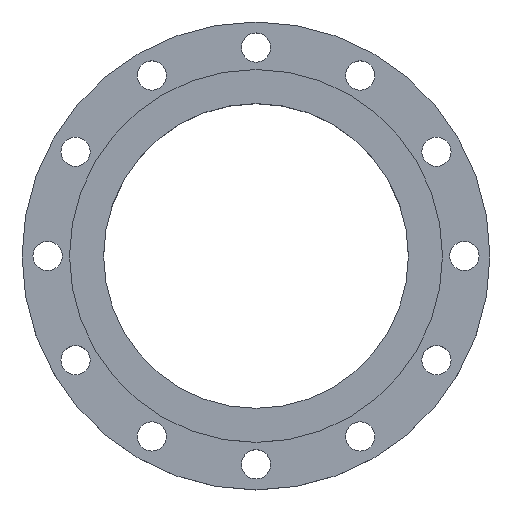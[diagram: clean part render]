
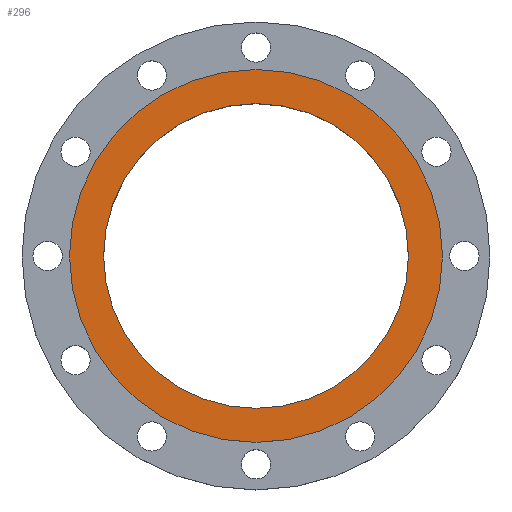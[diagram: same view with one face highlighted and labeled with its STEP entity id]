
A CAD part, top view. The second image highlights one B-rep face of the part: STEP entity #296.
In plain terms, the highlighted planar face has unit normal (0, 0, 1).
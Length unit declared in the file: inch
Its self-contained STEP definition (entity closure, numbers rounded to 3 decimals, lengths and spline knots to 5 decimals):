
#16 = VERTEX_POINT ( 'NONE', #790 ) ;
#39 = FACE_OUTER_BOUND ( 'NONE', #1119, .T. ) ;
#85 = DIRECTION ( 'NONE',  ( 1., 0., 0. ) ) ;
#142 = EDGE_CURVE ( 'NONE', #888, #16, #430, .T. ) ;
#157 = ORIENTED_EDGE ( 'NONE', *, *, #331, .F. ) ;
#182 = CARTESIAN_POINT ( 'NONE',  ( 0., 0., 0. ) ) ;
#296 = ADVANCED_FACE ( 'NONE', ( #514, #39 ), #618, .F. ) ;
#306 = ORIENTED_EDGE ( 'NONE', *, *, #142, .F. ) ;
#331 = EDGE_CURVE ( 'NONE', #16, #888, #1276, .T. ) ;
#332 = VERTEX_POINT ( 'NONE', #1431 ) ;
#376 = AXIS2_PLACEMENT_3D ( 'NONE', #993, #880, #1333 ) ;
#399 = CARTESIAN_POINT ( 'NONE',  ( 6.375, 0., 0. ) ) ;
#429 = DIRECTION ( 'NONE',  ( 1., 0., 0. ) ) ;
#430 = CIRCLE ( 'NONE', #1010, 5.21 ) ;
#514 = FACE_BOUND ( 'NONE', #898, .T. ) ;
#563 = ORIENTED_EDGE ( 'NONE', *, *, #1290, .T. ) ;
#618 = PLANE ( 'NONE',  #712 ) ;
#638 = DIRECTION ( 'NONE',  ( 0., 0., 1. ) ) ;
#646 = AXIS2_PLACEMENT_3D ( 'NONE', #182, #652, #429 ) ;
#652 = DIRECTION ( 'NONE',  ( 0., 0., 1. ) ) ;
#712 = AXIS2_PLACEMENT_3D ( 'NONE', #1292, #732, #1170 ) ;
#732 = DIRECTION ( 'NONE',  ( 0., 0., -1. ) ) ;
#746 = CARTESIAN_POINT ( 'NONE',  ( 0., 0., 0. ) ) ;
#750 = AXIS2_PLACEMENT_3D ( 'NONE', #746, #638, #85 ) ;
#790 = CARTESIAN_POINT ( 'NONE',  ( -5.21, 0., 0. ) ) ;
#880 = DIRECTION ( 'NONE',  ( 0., 0., 1. ) ) ;
#884 = DIRECTION ( 'NONE',  ( 0., 0., 1. ) ) ;
#888 = VERTEX_POINT ( 'NONE', #1136 ) ;
#898 = EDGE_LOOP ( 'NONE', ( #306, #157 ) ) ;
#912 = DIRECTION ( 'NONE',  ( 1., 0., 0. ) ) ;
#920 = CARTESIAN_POINT ( 'NONE',  ( 0., 0., 0. ) ) ;
#980 = CIRCLE ( 'NONE', #750, 6.375 ) ;
#993 = CARTESIAN_POINT ( 'NONE',  ( 0., 0., 0. ) ) ;
#1010 = AXIS2_PLACEMENT_3D ( 'NONE', #920, #884, #912 ) ;
#1018 = VERTEX_POINT ( 'NONE', #399 ) ;
#1119 = EDGE_LOOP ( 'NONE', ( #563, #1184 ) ) ;
#1136 = CARTESIAN_POINT ( 'NONE',  ( 5.21, 0., 0. ) ) ;
#1170 = DIRECTION ( 'NONE',  ( -1., 0., 0. ) ) ;
#1184 = ORIENTED_EDGE ( 'NONE', *, *, #1317, .T. ) ;
#1262 = CIRCLE ( 'NONE', #376, 6.375 ) ;
#1276 = CIRCLE ( 'NONE', #646, 5.21 ) ;
#1290 = EDGE_CURVE ( 'NONE', #1018, #332, #1262, .T. ) ;
#1292 = CARTESIAN_POINT ( 'NONE',  ( 0., 5.21, 0. ) ) ;
#1317 = EDGE_CURVE ( 'NONE', #332, #1018, #980, .T. ) ;
#1333 = DIRECTION ( 'NONE',  ( 1., 0., 0. ) ) ;
#1431 = CARTESIAN_POINT ( 'NONE',  ( -6.375, 0., 0. ) ) ;
